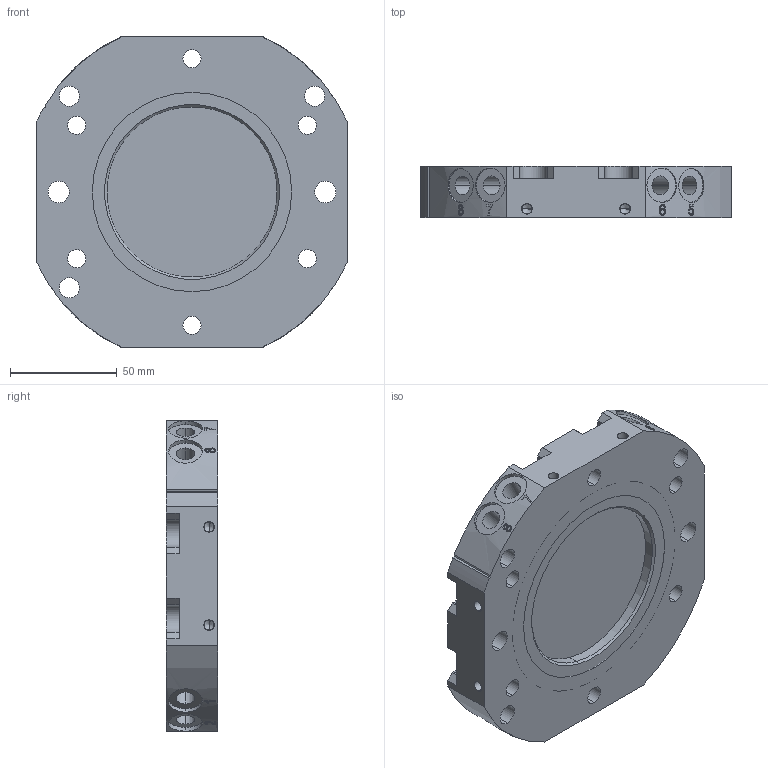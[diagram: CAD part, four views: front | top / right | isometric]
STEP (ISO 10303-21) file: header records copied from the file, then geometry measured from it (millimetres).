
FILE_DESCRIPTION (( 'STEP AP203' ), '1' );
FILE_NAME ('P1802.STEP', '2018-11-29T15:40:52', ( 'rsp' ), ( 'Hewlett-Packard Company' ), 'SwSTEP 2.0', 'SolidWorks 2017', '' );
FILE_SCHEMA (( 'CONFIG_CONTROL_DESIGN' ));
Length unit declared in the file: millimetre
Products named in the file (1): P1802
Bounding box: 146 x 24 x 146 mm (x, y, z)
Volume: 274209.6 mm3; surface area: 80538.2 mm2
Topology: 3 solids, 3 shells, 666 faces, 1729 edges, 1100 vertices
Faces by surface type: plane 264, bspline 175, cylinder 145, cone 82
Entity records: 37320 total; most frequent: CARTESIAN_POINT 22285, ORIENTED_EDGE 3370, DIRECTION 2524, EDGE_CURVE 1685, VERTEX_POINT 1100, LINE 924, VECTOR 924, AXIS2_PLACEMENT_3D 800
